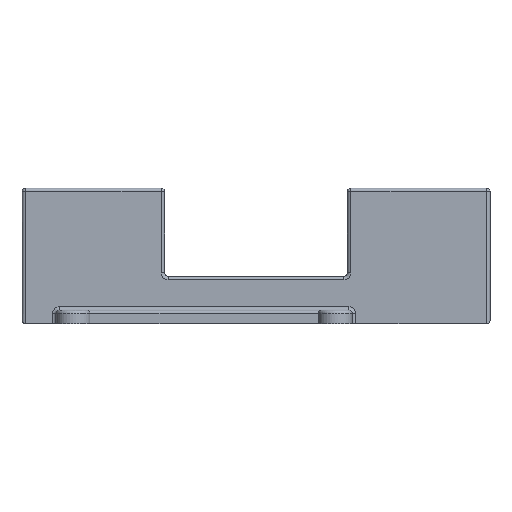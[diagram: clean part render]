
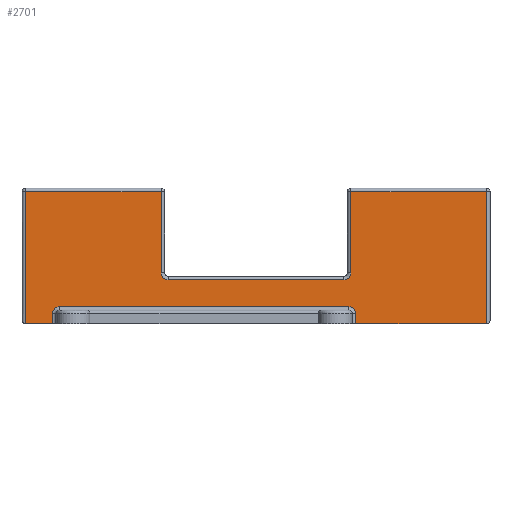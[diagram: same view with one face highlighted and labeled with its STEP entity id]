
A CAD part, front view. The second image highlights one B-rep face of the part: STEP entity #2701.
In plain terms, the highlighted planar face has unit normal (0, -1, 0).
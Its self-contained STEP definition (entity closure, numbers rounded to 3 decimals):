
#43 = CARTESIAN_POINT ( 'NONE',  ( -13.254, 0.15, 3. ) ) ;
#120 = CARTESIAN_POINT ( 'NONE',  ( 54.746, 0.15, 22.488 ) ) ;
#156 = DIRECTION ( 'NONE',  ( 1., 0., 0. ) ) ;
#193 = DIRECTION ( 'NONE',  ( 0., 0., 1. ) ) ;
#194 = LINE ( 'NONE', #216, #2119 ) ;
#200 = CARTESIAN_POINT ( 'NONE',  ( 34.716, 0.15, 10.488 ) ) ;
#210 = CARTESIAN_POINT ( 'NONE',  ( 6.776, 0.15, 3. ) ) ;
#216 = CARTESIAN_POINT ( 'NONE',  ( 0., 0.15, 22.488 ) ) ;
#272 = ORIENTED_EDGE ( 'NONE', *, *, #1748, .F. ) ;
#277 = EDGE_CURVE ( 'NONE', #2639, #3405, #3255, .T. ) ;
#394 = VERTEX_POINT ( 'NONE', #4077 ) ;
#409 = EDGE_CURVE ( 'NONE', #394, #2076, #2982, .T. ) ;
#531 = CARTESIAN_POINT ( 'NONE',  ( 7.276, 0.15, 9.488 ) ) ;
#574 = AXIS2_PLACEMENT_3D ( 'NONE', #1123, #3614, #1820 ) ;
#687 = DIRECTION ( 'NONE',  ( 0., 0., 1. ) ) ;
#702 = LINE ( 'NONE', #1736, #1466 ) ;
#703 = DIRECTION ( 'NONE',  ( 0., 0., 1. ) ) ;
#715 = EDGE_CURVE ( 'NONE', #1346, #1542, #3579, .T. ) ;
#732 = CARTESIAN_POINT ( 'NONE',  ( 35.446, 0.15, 4.5 ) ) ;
#744 = CIRCLE ( 'NONE', #3566, 1. ) ;
#758 = ORIENTED_EDGE ( 'NONE', *, *, #1873, .T. ) ;
#781 = LINE ( 'NONE', #531, #1613 ) ;
#792 = LINE ( 'NONE', #3258, #4072 ) ;
#832 = VERTEX_POINT ( 'NONE', #3904 ) ;
#841 = VERTEX_POINT ( 'NONE', #120 ) ;
#872 = ORIENTED_EDGE ( 'NONE', *, *, #3122, .T. ) ;
#885 = DIRECTION ( 'NONE',  ( 0., 0., 1. ) ) ;
#905 = DIRECTION ( 'NONE',  ( -1., 0., 0. ) ) ;
#937 = VECTOR ( 'NONE', #193, 1000. ) ;
#979 = LINE ( 'NONE', #1991, #3281 ) ;
#1079 = DIRECTION ( 'NONE',  ( 0., 0., -1. ) ) ;
#1123 = CARTESIAN_POINT ( 'NONE',  ( 0., 0.15, 3. ) ) ;
#1167 = EDGE_CURVE ( 'NONE', #1808, #3764, #792, .T. ) ;
#1175 = AXIS2_PLACEMENT_3D ( 'NONE', #1746, #3478, #3455 ) ;
#1194 = DIRECTION ( 'NONE',  ( -1., 0., 0. ) ) ;
#1221 = LINE ( 'NONE', #2605, #937 ) ;
#1236 = VECTOR ( 'NONE', #1079, 1000. ) ;
#1253 = ORIENTED_EDGE ( 'NONE', *, *, #3072, .F. ) ;
#1346 = VERTEX_POINT ( 'NONE', #3328 ) ;
#1350 = DIRECTION ( 'NONE',  ( 0., -1., 0. ) ) ;
#1466 = VECTOR ( 'NONE', #3128, 1000. ) ;
#1469 = VECTOR ( 'NONE', #156, 1000. ) ;
#1542 = VERTEX_POINT ( 'NONE', #200 ) ;
#1551 = ORIENTED_EDGE ( 'NONE', *, *, #3487, .T. ) ;
#1577 = DIRECTION ( 'NONE',  ( 0., 0., 1. ) ) ;
#1584 = DIRECTION ( 'NONE',  ( 0., 0., 1. ) ) ;
#1605 = VERTEX_POINT ( 'NONE', #2338 ) ;
#1613 = VECTOR ( 'NONE', #1899, 1000. ) ;
#1614 = VECTOR ( 'NONE', #3330, 1000. ) ;
#1653 = ORIENTED_EDGE ( 'NONE', *, *, #3369, .F. ) ;
#1736 = CARTESIAN_POINT ( 'NONE',  ( 55.246, 0.15, 3. ) ) ;
#1746 = CARTESIAN_POINT ( 'NONE',  ( -8.254, 0.15, 4.5 ) ) ;
#1748 = EDGE_CURVE ( 'NONE', #832, #3626, #3905, .T. ) ;
#1791 = VERTEX_POINT ( 'NONE', #3158 ) ;
#1808 = VERTEX_POINT ( 'NONE', #2805 ) ;
#1820 = DIRECTION ( 'NONE',  ( 0., 0., 1. ) ) ;
#1873 = EDGE_CURVE ( 'NONE', #4346, #1791, #1221, .T. ) ;
#1892 = CARTESIAN_POINT ( 'NONE',  ( 34.446, 0.15, 5.5 ) ) ;
#1899 = DIRECTION ( 'NONE',  ( -1., 0., 0. ) ) ;
#1991 = CARTESIAN_POINT ( 'NONE',  ( 35.446, 0.15, 3. ) ) ;
#2036 = ORIENTED_EDGE ( 'NONE', *, *, #3533, .T. ) ;
#2076 = VERTEX_POINT ( 'NONE', #3420 ) ;
#2119 = VECTOR ( 'NONE', #4365, 1000. ) ;
#2138 = DIRECTION ( 'NONE',  ( 0., -1., 0. ) ) ;
#2172 = CARTESIAN_POINT ( 'NONE',  ( 54.746, 0.15, 3. ) ) ;
#2189 = ORIENTED_EDGE ( 'NONE', *, *, #3265, .T. ) ;
#2215 = ORIENTED_EDGE ( 'NONE', *, *, #277, .T. ) ;
#2233 = PLANE ( 'NONE',  #574 ) ;
#2246 = CARTESIAN_POINT ( 'NONE',  ( 34.446, 0.15, 4.5 ) ) ;
#2258 = CARTESIAN_POINT ( 'NONE',  ( 34.946, 0.15, 5.5 ) ) ;
#2321 = EDGE_CURVE ( 'NONE', #394, #841, #3969, .T. ) ;
#2338 = CARTESIAN_POINT ( 'NONE',  ( -13.254, 0.15, 3. ) ) ;
#2359 = DIRECTION ( 'NONE',  ( 0., 0., -1. ) ) ;
#2412 = VECTOR ( 'NONE', #1577, 1000. ) ;
#2470 = DIRECTION ( 'NONE',  ( 0., -1., 0. ) ) ;
#2504 = CARTESIAN_POINT ( 'NONE',  ( 34.716, 0.15, 22.488 ) ) ;
#2551 = CARTESIAN_POINT ( 'NONE',  ( -13.254, 0.15, 22.488 ) ) ;
#2605 = CARTESIAN_POINT ( 'NONE',  ( -9.254, 0.15, 3. ) ) ;
#2639 = VERTEX_POINT ( 'NONE', #3800 ) ;
#2684 = VERTEX_POINT ( 'NONE', #2504 ) ;
#2701 = ADVANCED_FACE ( 'NONE', ( #4216 ), #2233, .F. ) ;
#2759 = CARTESIAN_POINT ( 'NONE',  ( 33.716, 0.15, 10.488 ) ) ;
#2805 = CARTESIAN_POINT ( 'NONE',  ( 6.776, 0.15, 22.488 ) ) ;
#2843 = LINE ( 'NONE', #43, #1236 ) ;
#2923 = VECTOR ( 'NONE', #905, 1000. ) ;
#2933 = EDGE_CURVE ( 'NONE', #2639, #1791, #3133, .T. ) ;
#2964 = VECTOR ( 'NONE', #885, 1000. ) ;
#2966 = ORIENTED_EDGE ( 'NONE', *, *, #715, .F. ) ;
#2982 = LINE ( 'NONE', #3688, #2923 ) ;
#3016 = VERTEX_POINT ( 'NONE', #732 ) ;
#3072 = EDGE_CURVE ( 'NONE', #3016, #3405, #744, .T. ) ;
#3122 = EDGE_CURVE ( 'NONE', #1346, #3626, #781, .T. ) ;
#3128 = DIRECTION ( 'NONE',  ( -1., 0., 0. ) ) ;
#3133 = CIRCLE ( 'NONE', #1175, 1. ) ;
#3140 = ORIENTED_EDGE ( 'NONE', *, *, #3984, .T. ) ;
#3153 = EDGE_CURVE ( 'NONE', #841, #2684, #194, .T. ) ;
#3158 = CARTESIAN_POINT ( 'NONE',  ( -9.254, 0.15, 4.5 ) ) ;
#3159 = CARTESIAN_POINT ( 'NONE',  ( -9.254, 0.15, 3. ) ) ;
#3175 = ORIENTED_EDGE ( 'NONE', *, *, #409, .F. ) ;
#3199 = ORIENTED_EDGE ( 'NONE', *, *, #1167, .T. ) ;
#3216 = ORIENTED_EDGE ( 'NONE', *, *, #2321, .T. ) ;
#3255 = LINE ( 'NONE', #2258, #1469 ) ;
#3258 = CARTESIAN_POINT ( 'NONE',  ( 0., 0.15, 22.488 ) ) ;
#3265 = EDGE_CURVE ( 'NONE', #3016, #2076, #979, .T. ) ;
#3281 = VECTOR ( 'NONE', #2359, 1000. ) ;
#3306 = LINE ( 'NONE', #210, #2412 ) ;
#3328 = CARTESIAN_POINT ( 'NONE',  ( 33.716, 0.15, 9.488 ) ) ;
#3330 = DIRECTION ( 'NONE',  ( 0., 0., -1. ) ) ;
#3364 = AXIS2_PLACEMENT_3D ( 'NONE', #2759, #1350, #703 ) ;
#3369 = EDGE_CURVE ( 'NONE', #4346, #1605, #702, .T. ) ;
#3405 = VERTEX_POINT ( 'NONE', #1892 ) ;
#3410 = ORIENTED_EDGE ( 'NONE', *, *, #3153, .T. ) ;
#3420 = CARTESIAN_POINT ( 'NONE',  ( 35.446, 0.15, 3. ) ) ;
#3433 = ORIENTED_EDGE ( 'NONE', *, *, #2933, .F. ) ;
#3455 = DIRECTION ( 'NONE',  ( 0., 0., 1. ) ) ;
#3478 = DIRECTION ( 'NONE',  ( 0., -1., 0. ) ) ;
#3487 = EDGE_CURVE ( 'NONE', #832, #1808, #3306, .T. ) ;
#3533 = EDGE_CURVE ( 'NONE', #2684, #1542, #4400, .T. ) ;
#3566 = AXIS2_PLACEMENT_3D ( 'NONE', #2246, #2138, #1584 ) ;
#3579 = CIRCLE ( 'NONE', #3364, 1. ) ;
#3614 = DIRECTION ( 'NONE',  ( 0., 1., 0. ) ) ;
#3626 = VERTEX_POINT ( 'NONE', #3736 ) ;
#3688 = CARTESIAN_POINT ( 'NONE',  ( 55.246, 0.15, 3. ) ) ;
#3736 = CARTESIAN_POINT ( 'NONE',  ( 7.776, 0.15, 9.488 ) ) ;
#3764 = VERTEX_POINT ( 'NONE', #2551 ) ;
#3787 = CARTESIAN_POINT ( 'NONE',  ( 7.776, 0.15, 10.488 ) ) ;
#3800 = CARTESIAN_POINT ( 'NONE',  ( -8.254, 0.15, 5.5 ) ) ;
#3904 = CARTESIAN_POINT ( 'NONE',  ( 6.776, 0.15, 10.488 ) ) ;
#3905 = CIRCLE ( 'NONE', #4268, 1. ) ;
#3969 = LINE ( 'NONE', #2172, #2964 ) ;
#3984 = EDGE_CURVE ( 'NONE', #3764, #1605, #2843, .T. ) ;
#4041 = CARTESIAN_POINT ( 'NONE',  ( 34.716, 0.15, 3. ) ) ;
#4072 = VECTOR ( 'NONE', #1194, 1000. ) ;
#4077 = CARTESIAN_POINT ( 'NONE',  ( 54.746, 0.15, 3. ) ) ;
#4216 = FACE_OUTER_BOUND ( 'NONE', #4404, .T. ) ;
#4268 = AXIS2_PLACEMENT_3D ( 'NONE', #3787, #2470, #687 ) ;
#4346 = VERTEX_POINT ( 'NONE', #3159 ) ;
#4365 = DIRECTION ( 'NONE',  ( -1., 0., 0. ) ) ;
#4400 = LINE ( 'NONE', #4041, #1614 ) ;
#4404 = EDGE_LOOP ( 'NONE', ( #3199, #3140, #1653, #758, #3433, #2215, #1253, #2189, #3175, #3216, #3410, #2036, #2966, #872, #272, #1551 ) ) ;
